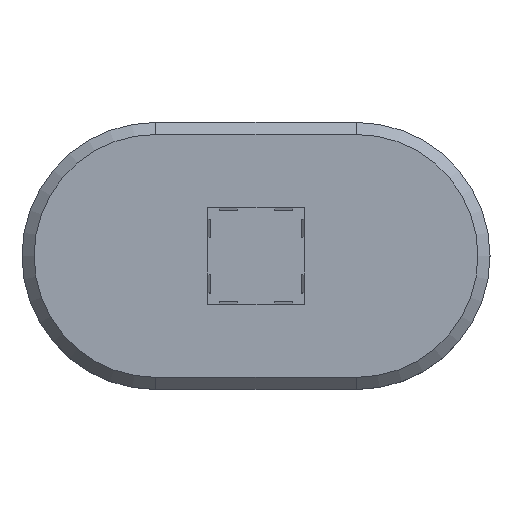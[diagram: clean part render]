
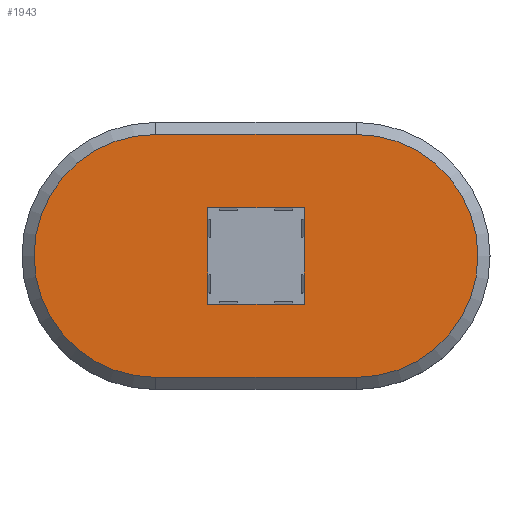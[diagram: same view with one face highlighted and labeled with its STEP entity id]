
A CAD part, top view. The second image highlights one B-rep face of the part: STEP entity #1943.
In plain terms, the highlighted planar face has unit normal (0, 0, 1).
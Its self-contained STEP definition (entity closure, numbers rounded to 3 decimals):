
#33=FACE_BOUND('',#259,.T.);
#60=CIRCLE('',#2069,2.013);
#62=CIRCLE('',#2073,2.013);
#141=FACE_OUTER_BOUND('',#258,.T.);
#258=EDGE_LOOP('',(#1311,#1312,#1313,#1314));
#259=EDGE_LOOP('',(#1315,#1316,#1317,#1318));
#380=LINE('',#2819,#600);
#383=LINE('',#2828,#603);
#389=LINE('',#2843,#609);
#390=LINE('',#2845,#610);
#391=LINE('',#2847,#611);
#392=LINE('',#2848,#612);
#600=VECTOR('',#2255,10.);
#603=VECTOR('',#2266,10.);
#609=VECTOR('',#2280,10.);
#610=VECTOR('',#2281,10.);
#611=VECTOR('',#2282,10.);
#612=VECTOR('',#2283,10.);
#818=VERTEX_POINT('',#2808);
#819=VERTEX_POINT('',#2810);
#822=VERTEX_POINT('',#2817);
#824=VERTEX_POINT('',#2823);
#828=VERTEX_POINT('',#2841);
#829=VERTEX_POINT('',#2842);
#830=VERTEX_POINT('',#2844);
#831=VERTEX_POINT('',#2846);
#998=EDGE_CURVE('',#818,#819,#60,.T.);
#1002=EDGE_CURVE('',#822,#818,#380,.T.);
#1005=EDGE_CURVE('',#824,#822,#62,.T.);
#1007=EDGE_CURVE('',#819,#824,#383,.T.);
#1014=EDGE_CURVE('',#828,#829,#389,.F.);
#1015=EDGE_CURVE('',#829,#830,#390,.F.);
#1016=EDGE_CURVE('',#830,#831,#391,.F.);
#1017=EDGE_CURVE('',#831,#828,#392,.F.);
#1311=ORIENTED_EDGE('',*,*,#998,.F.);
#1312=ORIENTED_EDGE('',*,*,#1002,.F.);
#1313=ORIENTED_EDGE('',*,*,#1005,.F.);
#1314=ORIENTED_EDGE('',*,*,#1007,.F.);
#1315=ORIENTED_EDGE('',*,*,#1014,.T.);
#1316=ORIENTED_EDGE('',*,*,#1015,.T.);
#1317=ORIENTED_EDGE('',*,*,#1016,.T.);
#1318=ORIENTED_EDGE('',*,*,#1017,.T.);
#1867=PLANE('',#2079);
#1943=ADVANCED_FACE('',(#141,#33),#1867,.T.);
#2069=AXIS2_PLACEMENT_3D('',#2811,#2247,#2248);
#2073=AXIS2_PLACEMENT_3D('',#2825,#2260,#2261);
#2079=AXIS2_PLACEMENT_3D('',#2840,#2278,#2279);
#2247=DIRECTION('center_axis',(0.,0.,
-1.));
#2248=DIRECTION('ref_axis',(0.,-1.,0.));
#2255=DIRECTION('',(1.,0.,0.));
#2260=DIRECTION('center_axis',(0.,0.,
-1.));
#2261=DIRECTION('ref_axis',(0.,1.,0.));
#2266=DIRECTION('',(-1.,0.,0.));
#2278=DIRECTION('center_axis',(0.,0.,
1.));
#2279=DIRECTION('ref_axis',(1.,0.,0.));
#2280=DIRECTION('',(1.,0.,0.));
#2281=DIRECTION('',(0.,-1.,0.));
#2282=DIRECTION('',(-1.,0.,0.));
#2283=DIRECTION('',(0.,1.,0.));
#2808=CARTESIAN_POINT('',(17.935,6.331,4.45));
#2810=CARTESIAN_POINT('',(17.935,2.305,4.45));
#2811=CARTESIAN_POINT('Origin',(17.935,4.318,4.45));
#2817=CARTESIAN_POINT('',(14.603,6.331,4.45));
#2819=CARTESIAN_POINT('',(17.102,6.331,4.45));
#2823=CARTESIAN_POINT('',(14.603,2.305,4.45));
#2825=CARTESIAN_POINT('Origin',(14.603,4.318,4.45));
#2828=CARTESIAN_POINT('',(15.436,2.305,4.45));
#2840=CARTESIAN_POINT('Origin',(16.269,4.318,4.45));
#2841=CARTESIAN_POINT('',(17.068,3.519,4.45));
#2842=CARTESIAN_POINT('',(15.469,3.519,4.45));
#2843=CARTESIAN_POINT('',(15.844,3.519,4.45));
#2844=CARTESIAN_POINT('',(15.469,5.117,4.45));
#2845=CARTESIAN_POINT('',(15.469,4.743,4.45));
#2846=CARTESIAN_POINT('',(17.068,5.117,4.45));
#2847=CARTESIAN_POINT('',(16.693,5.117,4.45));
#2848=CARTESIAN_POINT('',(17.068,3.893,4.45));
